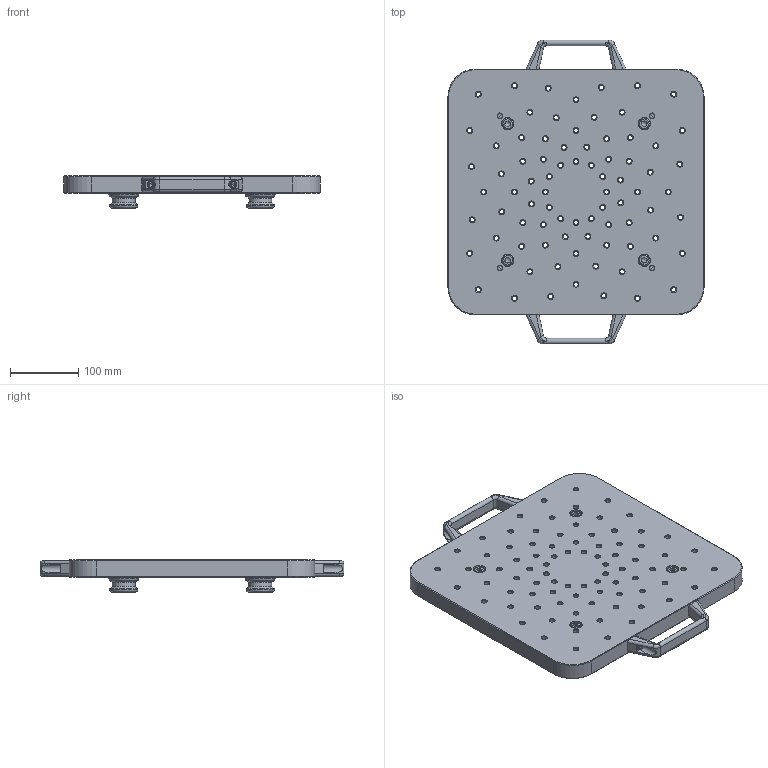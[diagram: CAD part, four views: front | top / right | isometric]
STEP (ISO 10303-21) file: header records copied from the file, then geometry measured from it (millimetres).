
FILE_DESCRIPTION(/* description */ (''),/* implementation_level */ '2;1');
FILE_NAME(/* name */ 'VYMENNA_PALETA_4_HNIZDA-2016-01-00-04.stp',/* time_stamp */ '2018-02-05T11:48:16+01:00',/* author */ ('PC'),/* organization */ (''),/* preprocessor_version */ 'ST-DEVELOPER v16.13',/* originating_system */ 'Autodesk Inventor 2018',/* authorisation */ '');
FILE_SCHEMA (('AUTOMOTIVE_DESIGN { 1 0 10303 214 3 1 1 }'));
Length unit declared in the file: millimetre
Products named in the file (1): Součást7
Bounding box: 375 x 445 x 46.9 mm (x, y, z)
Volume: 3432878.7 mm3; surface area: 385374.9 mm2
Topology: 1 solids, 10 shells, 763 faces, 1951 edges, 1234 vertices
Faces by surface type: plane 294, cone 216, cylinder 209, torus 44
Full cylindrical faces by diameter (mm): 1 x1, 4.917 x4, 6 x4, 6.4 x4, 6.647 x84, 10 x4, 11 x4, 16 x8, 18 x4, 31 x4, 33.99 x4, 40.5 x4
Entity records: 21491 total; most frequent: CARTESIAN_POINT 3860, DIRECTION 3620, ORIENTED_EDGE 2940, AXIS2_PLACEMENT_3D 1506, EDGE_CURVE 1470, EDGE_LOOP 1314, VERTEX_POINT 1106, FACE_OUTER_BOUND 759
